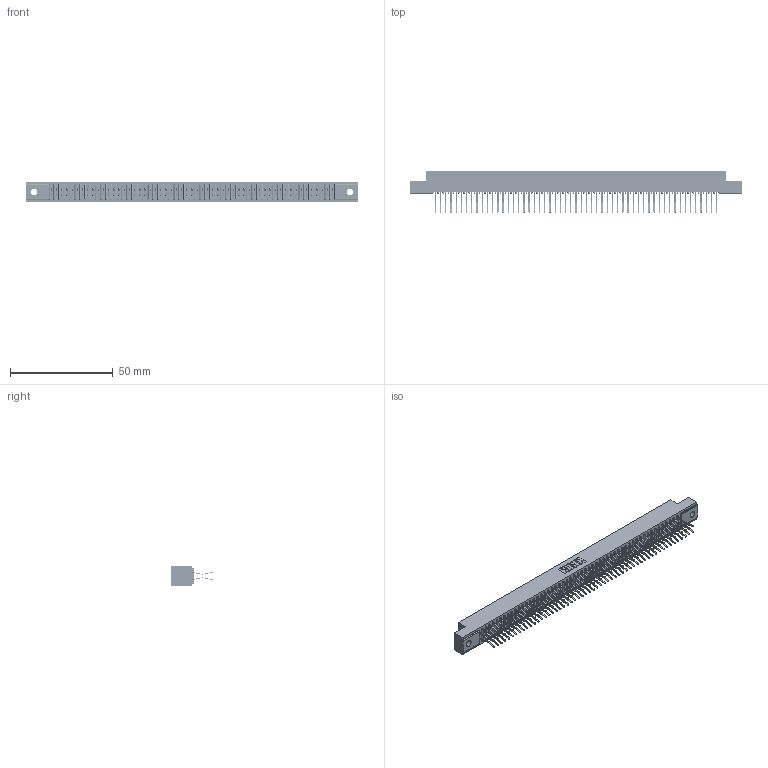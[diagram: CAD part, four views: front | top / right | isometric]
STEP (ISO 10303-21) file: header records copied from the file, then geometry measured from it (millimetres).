
FILE_DESCRIPTION (( 'STEP AP203' ), '1' );
FILE_NAME ('391-110-560-202.STEP', '2018-08-09T21:57:22', ( '' ), ( '' ), 'SwSTEP 2.0', 'SolidWorks 2016', '' );
FILE_SCHEMA (( 'CONFIG_CONTROL_DESIGN' ));
Length unit declared in the file: inch
Products named in the file (3): 341 Part_.128 (3.25) Dia Mounting Holes; 341-292-001_341-292-160; 391-110-560-202
Assembly tree (111 placements, depth 2):
  391-110-560-202
    341 Part_.128 (3.25) Dia Mounting Holes
    341-292-001_341-292-160  x110
Bounding box: 161.93 x 20.37 x 10.16 mm (x, y, z)
Volume: 12037.9 mm3; surface area: 22342.6 mm2
Topology: 111 solids, 111 shells, 7816 faces, 22701 edges, 14726 vertices
Faces by surface type: plane 4468, cylinder 3128, sphere 112, torus 108
Entity records: 64972 total; most frequent: CARTESIAN_POINT 10801, ORIENTED_EDGE 10734, DIRECTION 10477, EDGE_CURVE 5367, LINE 4345, VECTOR 4345, VERTEX_POINT 3390, AXIS2_PLACEMENT_3D 3066
